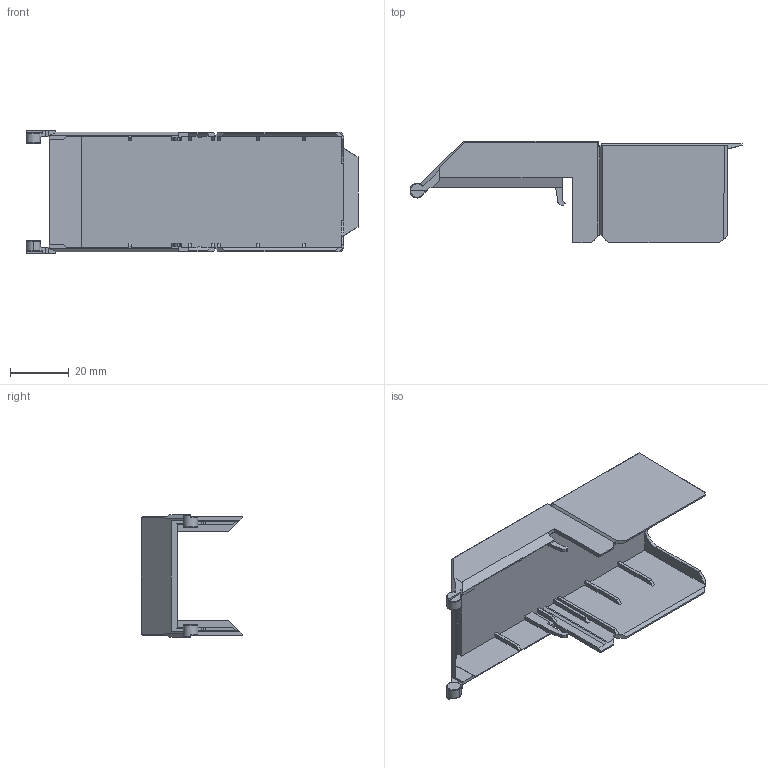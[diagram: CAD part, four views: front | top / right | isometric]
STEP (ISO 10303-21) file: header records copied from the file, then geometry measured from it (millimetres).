
FILE_DESCRIPTION((''),'2;1');
FILE_NAME('8YB759380','2023-10-14T',('dell'),(''),'PRO/ENGINEER BY PARAMETRIC TECHNOLOGY CORPORATION, 2013230','PRO/ENGINEER BY PARAMETRIC TECHNOLOGY CORPORATION, 2013230','');
FILE_SCHEMA(('AUTOMOTIVE_DESIGN { 1 0 10303 214 1 1 1 1 }'));
Length unit declared in the file: millimetre
Products named in the file (1): 8YB759380
Bounding box: 112.76 x 34.55 x 41.74 mm (x, y, z)
Volume: 19664.2 mm3; surface area: 23149 mm2
Topology: 1 solids, 2 shells, 266 faces, 790 edges, 526 vertices
Faces by surface type: plane 236, cylinder 24, torus 6
Entity records: 8890 total; most frequent: CARTESIAN_POINT 1696, ORIENTED_EDGE 1580, DIRECTION 1344, EDGE_CURVE 790, VECTOR 712, LINE 712, VERTEX_POINT 526, AXIS2_PLACEMENT_3D 316
